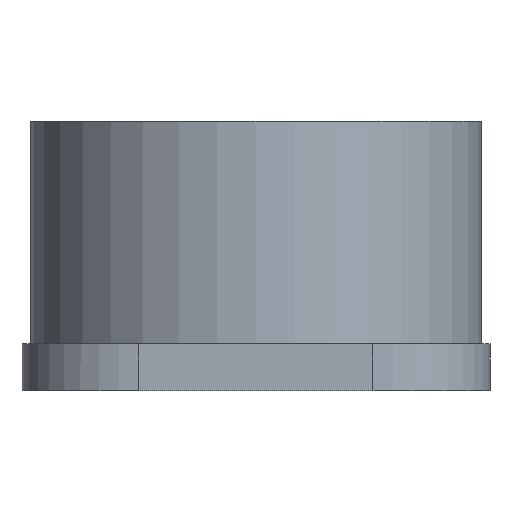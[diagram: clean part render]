
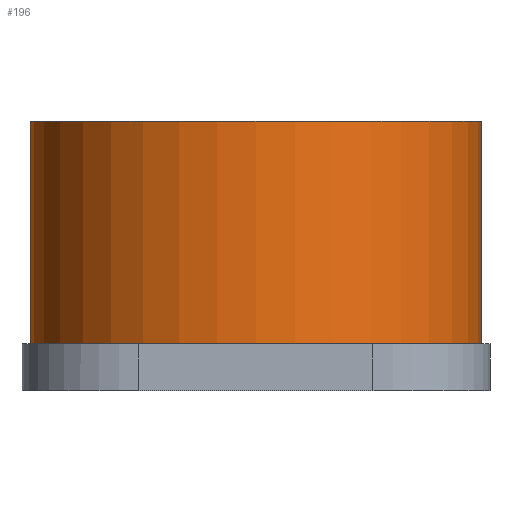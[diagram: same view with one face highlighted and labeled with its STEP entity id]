
A CAD part, left-side view. The second image highlights one B-rep face of the part: STEP entity #196.
In plain terms, the highlighted cylindrical face has radius 19.3 mm (diameter 38.6 mm), a full revolution.
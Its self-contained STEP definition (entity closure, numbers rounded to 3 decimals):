
#162=CARTESIAN_POINT('',(-19.3,0.,23.));
#163=VERTEX_POINT('',#162);
#164=CARTESIAN_POINT('',(0.,0.,23.));
#165=DIRECTION('',(0.0,0.0,-1.0));
#166=DIRECTION('',(1.0,0.0,0.0));
#167=AXIS2_PLACEMENT_3D('',#164,#165,#166);
#168=CIRCLE('',#167,19.3);
#169=EDGE_CURVE('',#163,#163,#168,.T.);
#177=CARTESIAN_POINT('',(0.,0.,4.0));
#178=DIRECTION('',(0.0,0.0,1.0));
#179=DIRECTION('',(1.0,0.0,0.0));
#180=AXIS2_PLACEMENT_3D('',#177,#178,#179);
#181=CYLINDRICAL_SURFACE('',#180,19.3);
#182=ORIENTED_EDGE('',*,*,#169,.T.);
#183=EDGE_LOOP('',(#182));
#184=FACE_OUTER_BOUND('',#183,.T.);
#185=CARTESIAN_POINT('',(-19.3,0.,4.0));
#186=VERTEX_POINT('',#185);
#187=CARTESIAN_POINT('',(0.,0.,4.0));
#188=DIRECTION('',(0.0,0.0,-1.0));
#189=DIRECTION('',(1.0,0.0,0.0));
#190=AXIS2_PLACEMENT_3D('',#187,#188,#189);
#191=CIRCLE('',#190,19.3);
#192=EDGE_CURVE('',#186,#186,#191,.T.);
#193=ORIENTED_EDGE('',*,*,#192,.F.);
#194=EDGE_LOOP('',(#193));
#195=FACE_BOUND('',#194,.T.);
#196=ADVANCED_FACE('',(#184,#195),#181,.T.);
